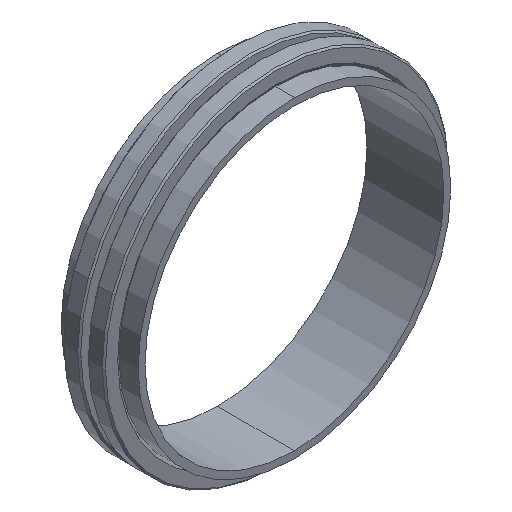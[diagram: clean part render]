
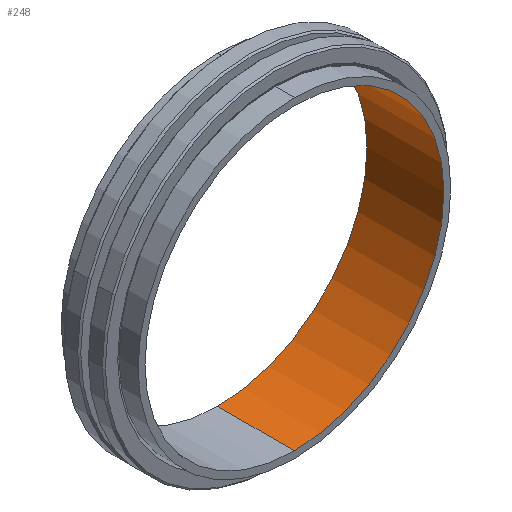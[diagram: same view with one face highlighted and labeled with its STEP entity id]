
A CAD part, isometric view. The second image highlights one B-rep face of the part: STEP entity #248.
In plain terms, the highlighted cylindrical face has radius 24.701 mm (diameter 49.403 mm), a partial arc.
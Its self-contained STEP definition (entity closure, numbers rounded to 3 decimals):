
#9 = EDGE_LOOP ( 'NONE', ( #225, #593, #551, #1115 ) ) ;
#70 = VERTEX_POINT ( 'NONE', #707 ) ;
#79 = CARTESIAN_POINT ( 'NONE',  ( 0., 7.564, -24.702 ) ) ;
#121 = AXIS2_PLACEMENT_3D ( 'NONE', #1447, #1014, #812 ) ;
#124 = EDGE_CURVE ( 'NONE', #315, #1466, #699, .T. ) ;
#225 = ORIENTED_EDGE ( 'NONE', *, *, #124, .F. ) ;
#230 = AXIS2_PLACEMENT_3D ( 'NONE', #486, #483, #482 ) ;
#248 = ADVANCED_FACE ( 'NONE', ( #480 ), #861, .F. ) ;
#311 = CIRCLE ( 'NONE', #1340, 24.702 ) ;
#315 = VERTEX_POINT ( 'NONE', #648 ) ;
#375 = DIRECTION ( 'NONE',  ( 0., 0., 1. ) ) ;
#381 = DIRECTION ( 'NONE',  ( 0., 1., 0. ) ) ;
#384 = CARTESIAN_POINT ( 'NONE',  ( 0., -5.136, 0. ) ) ;
#423 = CARTESIAN_POINT ( 'NONE',  ( 0., -5.136, 24.702 ) ) ;
#440 = DIRECTION ( 'NONE',  ( 0., 1., 0. ) ) ;
#464 = VERTEX_POINT ( 'NONE', #603 ) ;
#480 = FACE_OUTER_BOUND ( 'NONE', #9, .T. ) ;
#482 = DIRECTION ( 'NONE',  ( 0., 0., 1. ) ) ;
#483 = DIRECTION ( 'NONE',  ( 0., 1., 0. ) ) ;
#486 = CARTESIAN_POINT ( 'NONE',  ( 0., 7.564, 0. ) ) ;
#551 = ORIENTED_EDGE ( 'NONE', *, *, #1245, .T. ) ;
#593 = ORIENTED_EDGE ( 'NONE', *, *, #1251, .F. ) ;
#603 = CARTESIAN_POINT ( 'NONE',  ( 0., -5.136, 24.702 ) ) ;
#634 = VECTOR ( 'NONE', #440, 1000. ) ;
#648 = CARTESIAN_POINT ( 'NONE',  ( 0., -5.136, -24.702 ) ) ;
#674 = LINE ( 'NONE', #423, #634 ) ;
#699 = LINE ( 'NONE', #837, #964 ) ;
#707 = CARTESIAN_POINT ( 'NONE',  ( 0., 7.564, 24.702 ) ) ;
#774 = CIRCLE ( 'NONE', #230, 24.702 ) ;
#812 = DIRECTION ( 'NONE',  ( 0., 0., 1. ) ) ;
#837 = CARTESIAN_POINT ( 'NONE',  ( 0., -5.136, -24.702 ) ) ;
#861 = CYLINDRICAL_SURFACE ( 'NONE', #121, 24.702 ) ;
#964 = VECTOR ( 'NONE', #1194, 1000. ) ;
#1014 = DIRECTION ( 'NONE',  ( 0., 1., 0. ) ) ;
#1115 = ORIENTED_EDGE ( 'NONE', *, *, #1173, .T. ) ;
#1173 = EDGE_CURVE ( 'NONE', #70, #1466, #774, .T. ) ;
#1194 = DIRECTION ( 'NONE',  ( 0., 1., 0. ) ) ;
#1245 = EDGE_CURVE ( 'NONE', #464, #70, #674, .T. ) ;
#1251 = EDGE_CURVE ( 'NONE', #464, #315, #311, .T. ) ;
#1340 = AXIS2_PLACEMENT_3D ( 'NONE', #384, #381, #375 ) ;
#1447 = CARTESIAN_POINT ( 'NONE',  ( 0., -5.136, 0. ) ) ;
#1466 = VERTEX_POINT ( 'NONE', #79 ) ;
